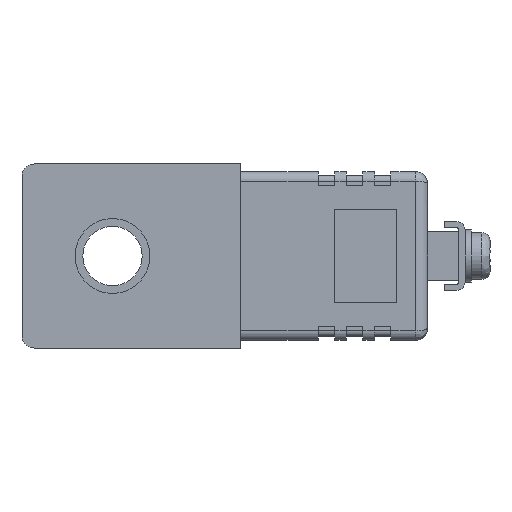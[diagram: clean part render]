
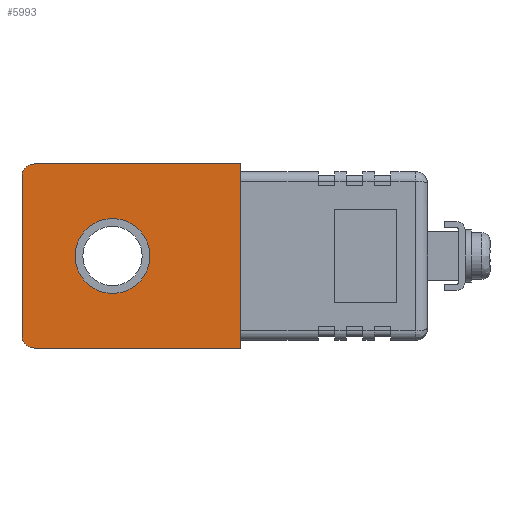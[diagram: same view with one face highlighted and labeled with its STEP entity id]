
A CAD part, front view. The second image highlights one B-rep face of the part: STEP entity #5993.
In plain terms, the highlighted planar face has unit normal (0, -1, 0).
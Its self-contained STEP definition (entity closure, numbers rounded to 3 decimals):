
#392 = DIRECTION ( 'NONE',  ( 0., -1., 0. ) ) ;
#437 = CARTESIAN_POINT ( 'NONE',  ( -35., -15., 14.75 ) ) ;
#445 = LINE ( 'NONE', #4642, #5645 ) ;
#530 = EDGE_LOOP ( 'NONE', ( #2502, #7336, #6582, #2743, #3554, #7351 ) ) ;
#576 = CARTESIAN_POINT ( 'NONE',  ( -20.5, -15., -6. ) ) ;
#620 = VERTEX_POINT ( 'NONE', #576 ) ;
#638 = CARTESIAN_POINT ( 'NONE',  ( -33.05, -15., 14.75 ) ) ;
#767 = DIRECTION ( 'NONE',  ( -1., 0., 0. ) ) ;
#973 = VECTOR ( 'NONE', #4673, 1000. ) ;
#1040 = DIRECTION ( 'NONE',  ( 0., -1., 0. ) ) ;
#1058 = DIRECTION ( 'NONE',  ( -1., 0., 0. ) ) ;
#1166 = FACE_OUTER_BOUND ( 'NONE', #530, .T. ) ;
#1309 = AXIS2_PLACEMENT_3D ( 'NONE', #6118, #392, #4402 ) ;
#1764 = ORIENTED_EDGE ( 'NONE', *, *, #3023, .T. ) ;
#1828 = CARTESIAN_POINT ( 'NONE',  ( -35., -15., -14.75 ) ) ;
#1846 = DIRECTION ( 'NONE',  ( 0., 0., -1. ) ) ;
#2023 = CARTESIAN_POINT ( 'NONE',  ( 0., -15., 14.75 ) ) ;
#2166 = ORIENTED_EDGE ( 'NONE', *, *, #4196, .T. ) ;
#2296 = EDGE_CURVE ( 'NONE', #2919, #7064, #5824, .T. ) ;
#2311 = LINE ( 'NONE', #437, #6207 ) ;
#2312 = CARTESIAN_POINT ( 'NONE',  ( -35., -15., 12.8 ) ) ;
#2481 = EDGE_CURVE ( 'NONE', #7210, #6911, #2311, .T. ) ;
#2502 = ORIENTED_EDGE ( 'NONE', *, *, #2481, .T. ) ;
#2548 = CARTESIAN_POINT ( 'NONE',  ( -33.05, -15., -12.8 ) ) ;
#2552 = VERTEX_POINT ( 'NONE', #2312 ) ;
#2576 = FACE_BOUND ( 'NONE', #3251, .T. ) ;
#2668 = CARTESIAN_POINT ( 'NONE',  ( -33.05, -15., 12.8 ) ) ;
#2683 = EDGE_CURVE ( 'NONE', #2552, #4237, #445, .T. ) ;
#2743 = ORIENTED_EDGE ( 'NONE', *, *, #5528, .F. ) ;
#2919 = VERTEX_POINT ( 'NONE', #5422 ) ;
#2936 = LINE ( 'NONE', #4629, #973 ) ;
#3023 = EDGE_CURVE ( 'NONE', #620, #7355, #7431, .T. ) ;
#3093 = AXIS2_PLACEMENT_3D ( 'NONE', #2668, #1040, #4427 ) ;
#3251 = EDGE_LOOP ( 'NONE', ( #1764, #2166 ) ) ;
#3554 = ORIENTED_EDGE ( 'NONE', *, *, #2296, .F. ) ;
#3558 = AXIS2_PLACEMENT_3D ( 'NONE', #3811, #5555, #6724 ) ;
#3811 = CARTESIAN_POINT ( 'NONE',  ( -20.5, -15., 0. ) ) ;
#4196 = EDGE_CURVE ( 'NONE', #7355, #620, #4547, .T. ) ;
#4222 = CARTESIAN_POINT ( 'NONE',  ( -35., -15., -12.8 ) ) ;
#4237 = VERTEX_POINT ( 'NONE', #4222 ) ;
#4402 = DIRECTION ( 'NONE',  ( 0., 0., -1. ) ) ;
#4423 = CIRCLE ( 'NONE', #4784, 1.95 ) ;
#4427 = DIRECTION ( 'NONE',  ( 0., 0., -1. ) ) ;
#4547 = CIRCLE ( 'NONE', #4725, 6. ) ;
#4629 = CARTESIAN_POINT ( 'NONE',  ( 0., -15., 0. ) ) ;
#4642 = CARTESIAN_POINT ( 'NONE',  ( -35., -15., 14.75 ) ) ;
#4673 = DIRECTION ( 'NONE',  ( 0., 0., 1. ) ) ;
#4725 = AXIS2_PLACEMENT_3D ( 'NONE', #6933, #5835, #1846 ) ;
#4784 = AXIS2_PLACEMENT_3D ( 'NONE', #2548, #5440, #5414 ) ;
#5114 = EDGE_CURVE ( 'NONE', #6911, #2552, #6247, .T. ) ;
#5414 = DIRECTION ( 'NONE',  ( 0., 0., 1. ) ) ;
#5422 = CARTESIAN_POINT ( 'NONE',  ( 0., -15., -14.75 ) ) ;
#5440 = DIRECTION ( 'NONE',  ( 0., 1., 0. ) ) ;
#5528 = EDGE_CURVE ( 'NONE', #7064, #4237, #4423, .T. ) ;
#5555 = DIRECTION ( 'NONE',  ( 0., 1., 0. ) ) ;
#5645 = VECTOR ( 'NONE', #6960, 1000. ) ;
#5824 = LINE ( 'NONE', #1828, #6293 ) ;
#5835 = DIRECTION ( 'NONE',  ( 0., 1., 0. ) ) ;
#5993 = ADVANCED_FACE ( 'NONE', ( #1166, #2576 ), #6676, .T. ) ;
#6118 = CARTESIAN_POINT ( 'NONE',  ( -35., -15., 14.75 ) ) ;
#6153 = CARTESIAN_POINT ( 'NONE',  ( -20.5, -15., 6. ) ) ;
#6207 = VECTOR ( 'NONE', #1058, 1000. ) ;
#6247 = CIRCLE ( 'NONE', #3093, 1.95 ) ;
#6293 = VECTOR ( 'NONE', #767, 1000. ) ;
#6383 = EDGE_CURVE ( 'NONE', #2919, #7210, #2936, .T. ) ;
#6582 = ORIENTED_EDGE ( 'NONE', *, *, #2683, .T. ) ;
#6635 = CARTESIAN_POINT ( 'NONE',  ( -33.05, -15., -14.75 ) ) ;
#6676 = PLANE ( 'NONE',  #1309 ) ;
#6724 = DIRECTION ( 'NONE',  ( 0., 0., -1. ) ) ;
#6911 = VERTEX_POINT ( 'NONE', #638 ) ;
#6933 = CARTESIAN_POINT ( 'NONE',  ( -20.5, -15., 0. ) ) ;
#6960 = DIRECTION ( 'NONE',  ( 0., 0., -1. ) ) ;
#7064 = VERTEX_POINT ( 'NONE', #6635 ) ;
#7210 = VERTEX_POINT ( 'NONE', #2023 ) ;
#7336 = ORIENTED_EDGE ( 'NONE', *, *, #5114, .T. ) ;
#7351 = ORIENTED_EDGE ( 'NONE', *, *, #6383, .T. ) ;
#7355 = VERTEX_POINT ( 'NONE', #6153 ) ;
#7431 = CIRCLE ( 'NONE', #3558, 6. ) ;
